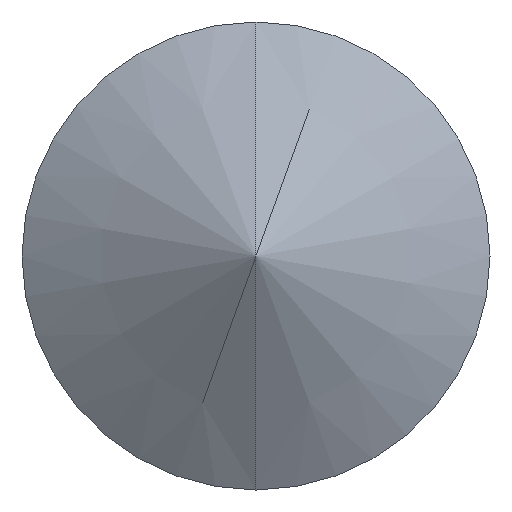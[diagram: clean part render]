
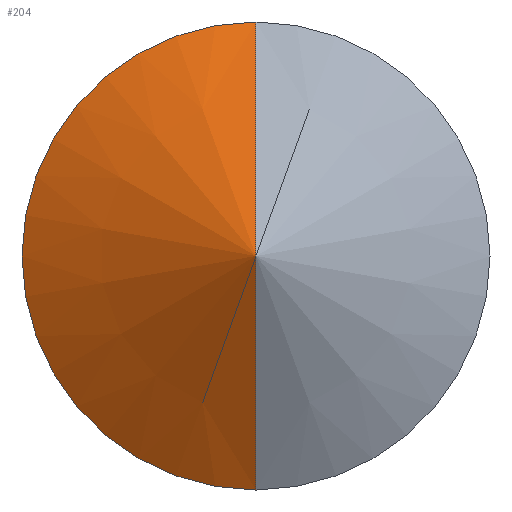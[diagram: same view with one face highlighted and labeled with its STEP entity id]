
A CAD part, left-side view. The second image highlights one B-rep face of the part: STEP entity #204.
In plain terms, the highlighted conical face has half-angle 60 degrees and reference radius 11 mm.
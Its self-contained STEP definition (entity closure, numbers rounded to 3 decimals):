
#1 = DIRECTION ( 'NONE',  ( 0.5, 0., -0.866 ) ) ;
#2 = EDGE_LOOP ( 'NONE', ( #216, #61, #197 ) ) ;
#24 = DIRECTION ( 'NONE',  ( 0., 0., 1. ) ) ;
#51 = CARTESIAN_POINT ( 'NONE',  ( 0., 0., -11. ) ) ;
#61 = ORIENTED_EDGE ( 'NONE', *, *, #63, .T. ) ;
#63 = EDGE_CURVE ( 'NONE', #96, #150, #198, .T. ) ;
#66 = VERTEX_POINT ( 'NONE', #169 ) ;
#69 = EDGE_CURVE ( 'NONE', #150, #66, #78, .T. ) ;
#78 = CIRCLE ( 'NONE', #84, 11. ) ;
#82 = CARTESIAN_POINT ( 'NONE',  ( -6.351, 0., 0. ) ) ;
#84 = AXIS2_PLACEMENT_3D ( 'NONE', #174, #133, #24 ) ;
#90 = DIRECTION ( 'NONE',  ( 0., 0., -1. ) ) ;
#96 = VERTEX_POINT ( 'NONE', #82 ) ;
#100 = CONICAL_SURFACE ( 'NONE', #186, 11., 1.047 ) ;
#108 = FACE_OUTER_BOUND ( 'NONE', #2, .T. ) ;
#109 = VECTOR ( 'NONE', #1, 1000. ) ;
#123 = DIRECTION ( 'NONE',  ( 0.5, 0., 0.866 ) ) ;
#128 = LINE ( 'NONE', #51, #109 ) ;
#133 = DIRECTION ( 'NONE',  ( -1., 0., 0. ) ) ;
#145 = CARTESIAN_POINT ( 'NONE',  ( 0., 0., 11. ) ) ;
#150 = VERTEX_POINT ( 'NONE', #145 ) ;
#169 = CARTESIAN_POINT ( 'NONE',  ( 0., 0., -11. ) ) ;
#174 = CARTESIAN_POINT ( 'NONE',  ( 0., 0., 0. ) ) ;
#177 = DIRECTION ( 'NONE',  ( 1., 0., 0. ) ) ;
#178 = VECTOR ( 'NONE', #123, 1000. ) ;
#181 = CARTESIAN_POINT ( 'NONE',  ( 0., 0., 11. ) ) ;
#186 = AXIS2_PLACEMENT_3D ( 'NONE', #203, #177, #90 ) ;
#197 = ORIENTED_EDGE ( 'NONE', *, *, #69, .T. ) ;
#198 = LINE ( 'NONE', #181, #178 ) ;
#203 = CARTESIAN_POINT ( 'NONE',  ( 0., 0., 0. ) ) ;
#204 = ADVANCED_FACE ( 'NONE', ( #108 ), #100, .T. ) ;
#216 = ORIENTED_EDGE ( 'NONE', *, *, #229, .F. ) ;
#229 = EDGE_CURVE ( 'NONE', #96, #66, #128, .T. ) ;
